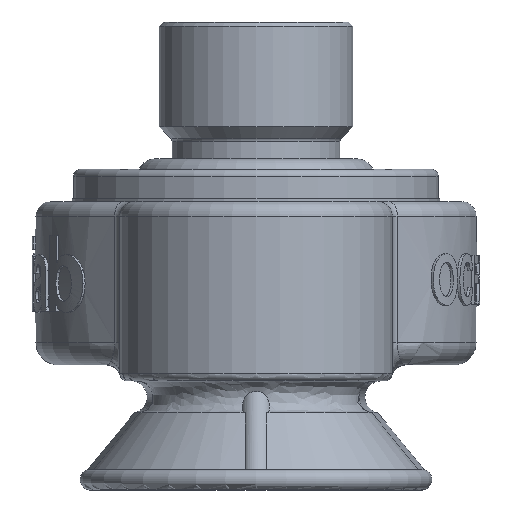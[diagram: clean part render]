
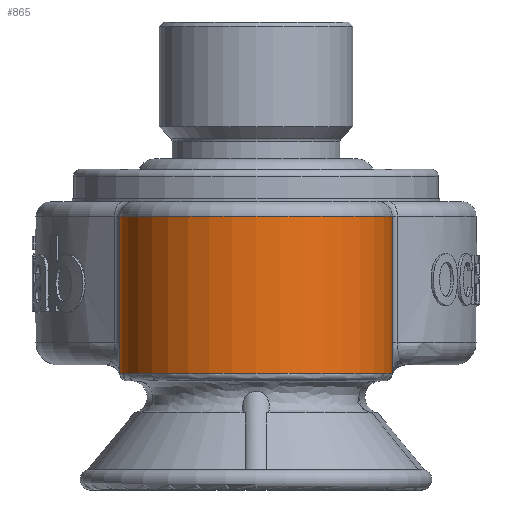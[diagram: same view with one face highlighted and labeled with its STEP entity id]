
A CAD part, left-side view. The second image highlights one B-rep face of the part: STEP entity #865.
In plain terms, the highlighted cylindrical face has radius 9.25 mm (diameter 18.5 mm), a partial arc.
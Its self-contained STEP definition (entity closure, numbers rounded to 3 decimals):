
#865 = ADVANCED_FACE( '', ( #1861 ), #1862, .T. );
#1861 = FACE_OUTER_BOUND( '', #5864, .T. );
#1862 = CYLINDRICAL_SURFACE( '', #5865, 9.25 );
#5864 = EDGE_LOOP( '', ( #10317, #10318, #10319, #10320 ) );
#5865 = AXIS2_PLACEMENT_3D( '', #10321, #10322, #10323 );
#10317 = ORIENTED_EDGE( '', *, *, #12073, .T. );
#10318 = ORIENTED_EDGE( '', *, *, #11778, .T. );
#10319 = ORIENTED_EDGE( '', *, *, #12298, .F. );
#10320 = ORIENTED_EDGE( '', *, *, #12400, .T. );
#10321 = CARTESIAN_POINT( '', ( -15., 0., 0. ) );
#10322 = DIRECTION( '', ( 0., 0., -1. ) );
#10323 = DIRECTION( '', ( 1., 0., 0. ) );
#11778 = EDGE_CURVE( '', #13070, #13068, #13071, .F. );
#12073 = EDGE_CURVE( '', #12851, #13070, #13552, .F. );
#12298 = EDGE_CURVE( '', #13884, #13068, #13886, .F. );
#12400 = EDGE_CURVE( '', #13884, #12851, #14032, .F. );
#12851 = VERTEX_POINT( '', #14683 );
#13068 = VERTEX_POINT( '', #15447 );
#13070 = VERTEX_POINT( '', #15449 );
#13071 = CIRCLE( '', #15450, 9.25 );
#13552 = LINE( '', #16892, #16893 );
#13884 = VERTEX_POINT( '', #17900 );
#13886 = LINE( '', #17903, #17904 );
#14032 = CIRCLE( '', #18257, 9.25 );
#14683 = CARTESIAN_POINT( '', ( -15., -9.25, 7.916 ) );
#15447 = CARTESIAN_POINT( '', ( -15., 9.25, 18.6 ) );
#15449 = CARTESIAN_POINT( '', ( -15., -9.25, 18.6 ) );
#15450 = AXIS2_PLACEMENT_3D( '', #19647, #19648, #19649 );
#16892 = CARTESIAN_POINT( '', ( -15., -9.25, 7.418 ) );
#16893 = VECTOR( '', #19865, 1000. );
#17900 = CARTESIAN_POINT( '', ( -15., 9.25, 7.916 ) );
#17903 = CARTESIAN_POINT( '', ( -15., 9.25, 7.418 ) );
#17904 = VECTOR( '', #20029, 1000. );
#18257 = AXIS2_PLACEMENT_3D( '', #20114, #20115, #20116 );
#19647 = CARTESIAN_POINT( '', ( -15., 0., 18.6 ) );
#19648 = DIRECTION( '', ( 0., 0., 1. ) );
#19649 = DIRECTION( '', ( 1., 0., 0. ) );
#19865 = DIRECTION( '', ( 0., 0., -1. ) );
#20029 = DIRECTION( '', ( 0., 0., -1. ) );
#20114 = CARTESIAN_POINT( '', ( -15., 0., 7.916 ) );
#20115 = DIRECTION( '', ( 0., 0., -1. ) );
#20116 = DIRECTION( '', ( -1., 0., 0. ) );
